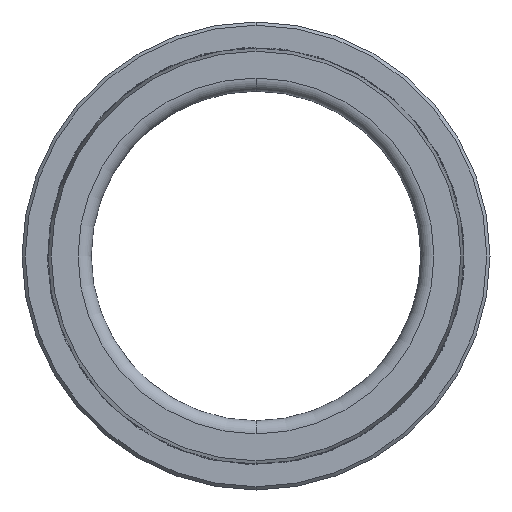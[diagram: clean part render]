
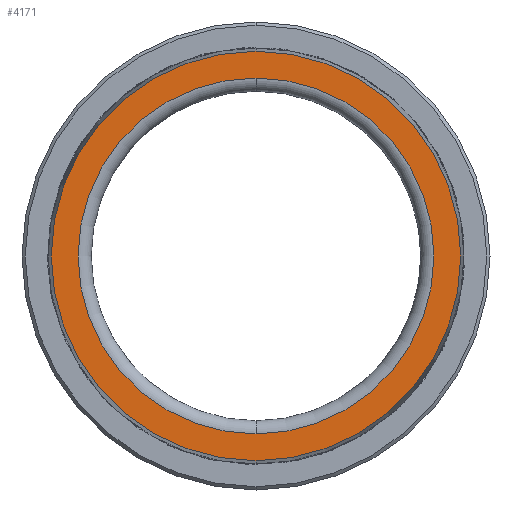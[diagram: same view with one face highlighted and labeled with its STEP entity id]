
A CAD part, front view. The second image highlights one B-rep face of the part: STEP entity #4171.
In plain terms, the highlighted planar face has unit normal (0, -1, 0).
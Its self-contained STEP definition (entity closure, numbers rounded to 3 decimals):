
#540 = VERTEX_POINT ( 'NONE', #4306 ) ;
#593 = PLANE ( 'NONE',  #4462 ) ;
#642 = DIRECTION ( 'NONE',  ( 0., -1., 0. ) ) ;
#1326 = CIRCLE ( 'NONE', #2300, 27. ) ;
#1330 = VERTEX_POINT ( 'NONE', #4337 ) ;
#1650 = CARTESIAN_POINT ( 'NONE',  ( 0., -18.071, 27. ) ) ;
#1814 = DIRECTION ( 'NONE',  ( 0., 0., -1. ) ) ;
#2247 = EDGE_CURVE ( 'NONE', #1330, #540, #6934, .T. ) ;
#2300 = AXIS2_PLACEMENT_3D ( 'NONE', #10236, #7691, #6072 ) ;
#2616 = CARTESIAN_POINT ( 'NONE',  ( 0., -18.071, 0. ) ) ;
#2757 = EDGE_LOOP ( 'NONE', ( #7424, #6615 ) ) ;
#3076 = CARTESIAN_POINT ( 'NONE',  ( 0., -18.071, 0. ) ) ;
#3142 = DIRECTION ( 'NONE',  ( 0., 0., -1. ) ) ;
#3969 = FACE_BOUND ( 'NONE', #2757, .T. ) ;
#4093 = EDGE_LOOP ( 'NONE', ( #5950, #4524 ) ) ;
#4171 = ADVANCED_FACE ( 'NONE', ( #6304, #3969 ), #593, .T. ) ;
#4306 = CARTESIAN_POINT ( 'NONE',  ( 0., -18.071, -31.063 ) ) ;
#4337 = CARTESIAN_POINT ( 'NONE',  ( 0., -18.071, 31.063 ) ) ;
#4441 = CARTESIAN_POINT ( 'NONE',  ( 0., -18.071, 0. ) ) ;
#4462 = AXIS2_PLACEMENT_3D ( 'NONE', #9758, #8102, #9722 ) ;
#4524 = ORIENTED_EDGE ( 'NONE', *, *, #8389, .T. ) ;
#5283 = DIRECTION ( 'NONE',  ( 0., 0., -1. ) ) ;
#5363 = EDGE_CURVE ( 'NONE', #10532, #7941, #7527, .T. ) ;
#5950 = ORIENTED_EDGE ( 'NONE', *, *, #2247, .T. ) ;
#6072 = DIRECTION ( 'NONE',  ( 0., 0., -1. ) ) ;
#6304 = FACE_OUTER_BOUND ( 'NONE', #4093, .T. ) ;
#6553 = AXIS2_PLACEMENT_3D ( 'NONE', #2616, #6792, #1814 ) ;
#6615 = ORIENTED_EDGE ( 'NONE', *, *, #5363, .F. ) ;
#6650 = CARTESIAN_POINT ( 'NONE',  ( 0., -18.071, -27. ) ) ;
#6660 = AXIS2_PLACEMENT_3D ( 'NONE', #3076, #642, #3142 ) ;
#6792 = DIRECTION ( 'NONE',  ( 0., -1., 0. ) ) ;
#6805 = CIRCLE ( 'NONE', #6553, 31.063 ) ;
#6934 = CIRCLE ( 'NONE', #8128, 31.063 ) ;
#7424 = ORIENTED_EDGE ( 'NONE', *, *, #8928, .F. ) ;
#7527 = CIRCLE ( 'NONE', #6660, 27. ) ;
#7662 = DIRECTION ( 'NONE',  ( 0., -1., 0. ) ) ;
#7691 = DIRECTION ( 'NONE',  ( 0., -1., 0. ) ) ;
#7941 = VERTEX_POINT ( 'NONE', #6650 ) ;
#8102 = DIRECTION ( 'NONE',  ( 0., -1., 0. ) ) ;
#8128 = AXIS2_PLACEMENT_3D ( 'NONE', #4441, #7662, #5283 ) ;
#8389 = EDGE_CURVE ( 'NONE', #540, #1330, #6805, .T. ) ;
#8928 = EDGE_CURVE ( 'NONE', #7941, #10532, #1326, .T. ) ;
#9722 = DIRECTION ( 'NONE',  ( 0., 0., -1. ) ) ;
#9758 = CARTESIAN_POINT ( 'NONE',  ( 27., -18.071, 0. ) ) ;
#10236 = CARTESIAN_POINT ( 'NONE',  ( 0., -18.071, 0. ) ) ;
#10532 = VERTEX_POINT ( 'NONE', #1650 ) ;
